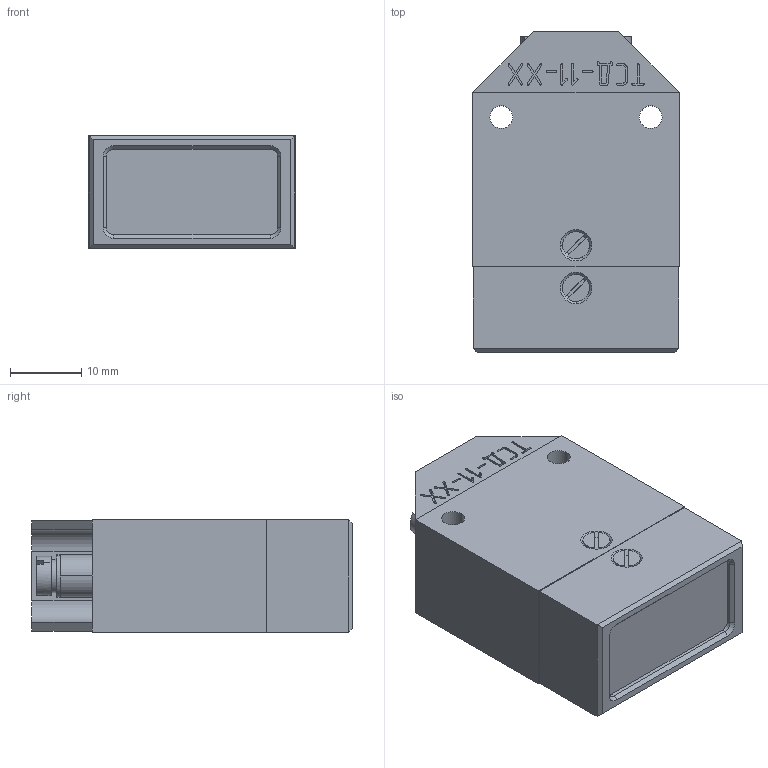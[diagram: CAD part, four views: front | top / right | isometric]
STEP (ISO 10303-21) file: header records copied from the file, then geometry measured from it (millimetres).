
FILE_DESCRIPTION (( 'STEP AP214' ), '1' );
FILE_NAME ('ﾒﾑﾄ-11.STEP', '2015-07-23T08:16:17', ( 'kasatonov' ), ( '' ), 'SwSTEP 2.0', 'SolidWorks 2014', '' );
FILE_SCHEMA (( 'AUTOMOTIVE_DESIGN' ));
Length unit declared in the file: millimetre
Products named in the file (1): ﾒﾑﾄ-11
Bounding box: 29 x 45 x 16 mm (x, y, z)
Volume: 13642.7 mm3; surface area: 9138.6 mm2
Topology: 15 solids, 15 shells, 636 faces, 1667 edges, 1086 vertices
Faces by surface type: plane 316, bspline 196, cylinder 76, cone 44, torus 4
Entity records: 30535 total; most frequent: CARTESIAN_POINT 8946, ORIENTED_EDGE 3318, DIRECTION 2337, EDGE_CURVE 1659, VERTEX_POINT 1086, LINE 1031, VECTOR 1031, EDGE_LOOP 683
